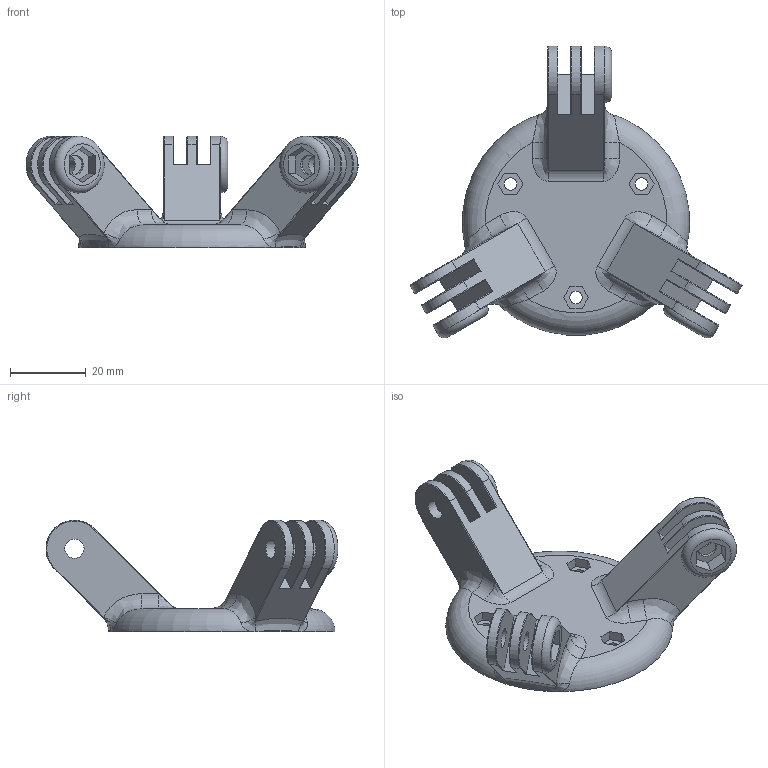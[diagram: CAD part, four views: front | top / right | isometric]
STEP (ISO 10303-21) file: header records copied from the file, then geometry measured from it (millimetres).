
FILE_DESCRIPTION(/* description */ ('STEP AP242','CAx-IF Rec.Pracs.---Representation and Presentation of Product Manufacturing Information (PMI)---4.0---2014-10-13','CAx-IF Rec.Pracs.---3D Tessellated Geometry---0.4---2014-09-14','2;1'),/* implementation_level */ '2;1');
FILE_NAME(/* name */ '64d114e5a15d2e7b0d3d8b4d',/* time_stamp */ '2023-08-07T15:59:33Z',/* author */ (''),/* organization */ (''),/* preprocessor_version */ 'ST-DEVELOPER v19.4',/* originating_system */ ' ',/* authorisation */ ' ');
FILE_SCHEMA (('AP242_MANAGED_MODEL_BASED_3D_ENGINEERING_MIM_LF { 1 0 10303 442 1 1 4 }'));
Length unit declared in the file: metre
Products named in the file (1): Hip
Bounding box: 87.69 x 77.11 x 29.39 mm (x, y, z)
Volume: 31187.6 mm3; surface area: 13772.4 mm2
Topology: 1 solids, 1 shells, 188 faces, 486 edges, 306 vertices
Faces by surface type: plane 77, cylinder 66, torus 24, bspline 21
Full cylindrical faces by diameter (mm): 3.3 x3, 5.1 x9
Entity records: 6109 total; most frequent: CARTESIAN_POINT 1629, ORIENTED_EDGE 924, DIRECTION 912, EDGE_CURVE 462, AXIS2_PLACEMENT_3D 336, VERTEX_POINT 297, LINE 240, VECTOR 240
